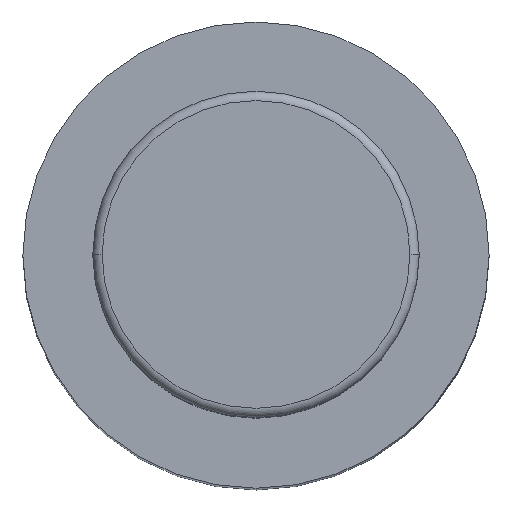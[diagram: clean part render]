
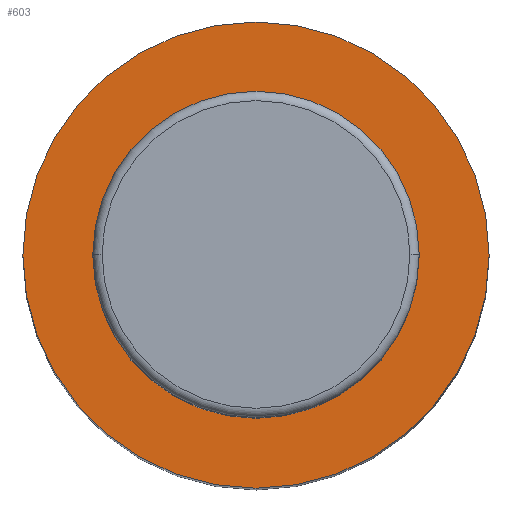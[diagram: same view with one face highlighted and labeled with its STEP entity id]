
A CAD part, top view. The second image highlights one B-rep face of the part: STEP entity #603.
In plain terms, the highlighted planar face has unit normal (0, 0, 1).
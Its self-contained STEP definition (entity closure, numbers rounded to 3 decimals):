
#22 = CARTESIAN_POINT ( 'NONE',  ( -17.5, 0., 109. ) ) ;
#24 = DIRECTION ( 'NONE',  ( -1., 0., 0. ) ) ;
#89 = FACE_OUTER_BOUND ( 'NONE', #947, .T. ) ;
#120 = DIRECTION ( 'NONE',  ( 0., 0., -1. ) ) ;
#123 = DIRECTION ( 'NONE',  ( 0., 0., 1. ) ) ;
#207 = DIRECTION ( 'NONE',  ( 0., 0., -1. ) ) ;
#214 = VERTEX_POINT ( 'NONE', #1131 ) ;
#243 = DIRECTION ( 'NONE',  ( 0., 0., -1. ) ) ;
#261 = AXIS2_PLACEMENT_3D ( 'NONE', #682, #120, #773 ) ;
#358 = CARTESIAN_POINT ( 'NONE',  ( 17.5, 0., 109. ) ) ;
#359 = ORIENTED_EDGE ( 'NONE', *, *, #547, .F. ) ;
#417 = EDGE_CURVE ( 'NONE', #844, #986, #522, .T. ) ;
#420 = CARTESIAN_POINT ( 'NONE',  ( -17.5, 0., 109. ) ) ;
#447 = AXIS2_PLACEMENT_3D ( 'NONE', #22, #123, #776 ) ;
#522 = CIRCLE ( 'NONE', #664, 17.5 ) ;
#538 = CARTESIAN_POINT ( 'NONE',  ( -25., 0., 109. ) ) ;
#544 = EDGE_LOOP ( 'NONE', ( #1107, #609 ) ) ;
#547 = EDGE_CURVE ( 'NONE', #1175, #214, #617, .T. ) ;
#593 = DIRECTION ( 'NONE',  ( 0., 0., -1. ) ) ;
#603 = ADVANCED_FACE ( 'NONE', ( #807, #89 ), #1148, .T. ) ;
#609 = ORIENTED_EDGE ( 'NONE', *, *, #417, .T. ) ;
#617 = CIRCLE ( 'NONE', #261, 25. ) ;
#664 = AXIS2_PLACEMENT_3D ( 'NONE', #762, #207, #864 ) ;
#676 = AXIS2_PLACEMENT_3D ( 'NONE', #1153, #593, #24 ) ;
#682 = CARTESIAN_POINT ( 'NONE',  ( 0., 0., 109. ) ) ;
#708 = EDGE_CURVE ( 'NONE', #986, #844, #942, .T. ) ;
#753 = CIRCLE ( 'NONE', #676, 25. ) ;
#762 = CARTESIAN_POINT ( 'NONE',  ( 0., 0., 109. ) ) ;
#773 = DIRECTION ( 'NONE',  ( -1., 0., 0. ) ) ;
#776 = DIRECTION ( 'NONE',  ( 1., 0., 0. ) ) ;
#804 = CARTESIAN_POINT ( 'NONE',  ( 0., 0., 109. ) ) ;
#807 = FACE_BOUND ( 'NONE', #544, .T. ) ;
#844 = VERTEX_POINT ( 'NONE', #358 ) ;
#864 = DIRECTION ( 'NONE',  ( -1., 0., 0. ) ) ;
#903 = EDGE_CURVE ( 'NONE', #214, #1175, #753, .T. ) ;
#904 = DIRECTION ( 'NONE',  ( -1., 0., 0. ) ) ;
#942 = CIRCLE ( 'NONE', #1076, 17.5 ) ;
#947 = EDGE_LOOP ( 'NONE', ( #359, #1141 ) ) ;
#986 = VERTEX_POINT ( 'NONE', #420 ) ;
#1076 = AXIS2_PLACEMENT_3D ( 'NONE', #804, #243, #904 ) ;
#1107 = ORIENTED_EDGE ( 'NONE', *, *, #708, .T. ) ;
#1131 = CARTESIAN_POINT ( 'NONE',  ( 25., 0., 109. ) ) ;
#1141 = ORIENTED_EDGE ( 'NONE', *, *, #903, .F. ) ;
#1148 = PLANE ( 'NONE',  #447 ) ;
#1153 = CARTESIAN_POINT ( 'NONE',  ( 0., 0., 109. ) ) ;
#1175 = VERTEX_POINT ( 'NONE', #538 ) ;
